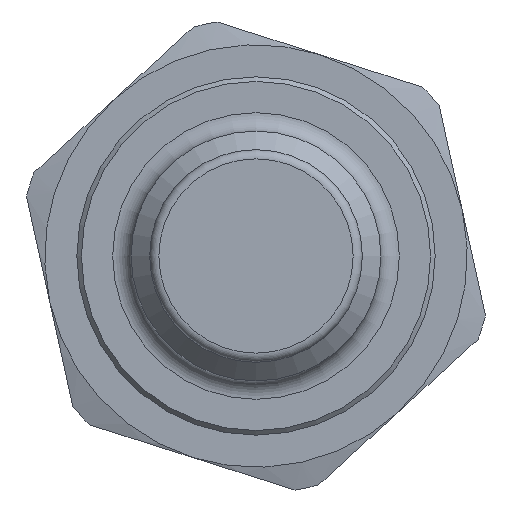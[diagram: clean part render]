
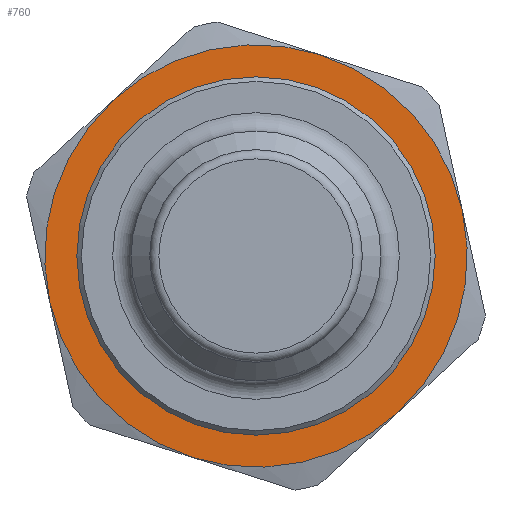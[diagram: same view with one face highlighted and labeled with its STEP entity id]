
A CAD part, left-side view. The second image highlights one B-rep face of the part: STEP entity #760.
In plain terms, the highlighted planar face has unit normal (-1, 0, 0).
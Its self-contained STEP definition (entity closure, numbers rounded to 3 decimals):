
#74=PLANE('',#860);
#165=FACE_BOUND('',#284,.T.);
#219=FACE_OUTER_BOUND('',#283,.T.);
#283=EDGE_LOOP('',(#663,#664,#665,#666,#667,#668));
#284=EDGE_LOOP('',(#669));
#329=CIRCLE('',#808,23.);
#331=CIRCLE('',#811,23.);
#333=CIRCLE('',#814,23.);
#335=CIRCLE('',#817,23.);
#338=CIRCLE('',#821,23.);
#339=CIRCLE('',#823,23.);
#355=CIRCLE('',#853,19.4);
#385=VERTEX_POINT('',#1154);
#391=VERTEX_POINT('',#1175);
#397=VERTEX_POINT('',#1196);
#403=VERTEX_POINT('',#1217);
#409=VERTEX_POINT('',#1238);
#412=VERTEX_POINT('',#1252);
#422=VERTEX_POINT('',#1321);
#477=EDGE_CURVE('',#412,#409,#329,.T.);
#480=EDGE_CURVE('',#409,#403,#331,.T.);
#482=EDGE_CURVE('',#403,#397,#333,.T.);
#484=EDGE_CURVE('',#397,#391,#335,.T.);
#488=EDGE_CURVE('',#385,#412,#338,.T.);
#489=EDGE_CURVE('',#391,#385,#339,.T.);
#509=EDGE_CURVE('',#422,#422,#355,.T.);
#663=ORIENTED_EDGE('',*,*,#477,.T.);
#664=ORIENTED_EDGE('',*,*,#480,.T.);
#665=ORIENTED_EDGE('',*,*,#482,.T.);
#666=ORIENTED_EDGE('',*,*,#484,.T.);
#667=ORIENTED_EDGE('',*,*,#489,.T.);
#668=ORIENTED_EDGE('',*,*,#488,.T.);
#669=ORIENTED_EDGE('',*,*,#509,.F.);
#760=ADVANCED_FACE('',(#219,#165),#74,.T.);
#808=AXIS2_PLACEMENT_3D('',#1253,#944,#945);
#811=AXIS2_PLACEMENT_3D('',#1260,#950,#951);
#814=AXIS2_PLACEMENT_3D('',#1263,#956,#957);
#817=AXIS2_PLACEMENT_3D('',#1266,#962,#963);
#821=AXIS2_PLACEMENT_3D('',#1274,#970,#971);
#823=AXIS2_PLACEMENT_3D('',#1276,#974,#975);
#853=AXIS2_PLACEMENT_3D('',#1322,#1036,#1037);
#860=AXIS2_PLACEMENT_3D('',#1329,#1050,#1051);
#944=DIRECTION('center_axis',(-1.,0.,0.));
#945=DIRECTION('ref_axis',(0.,0.302,-0.953));
#950=DIRECTION('center_axis',(-1.,0.,0.));
#951=DIRECTION('ref_axis',(0.,0.302,-0.953));
#956=DIRECTION('center_axis',(-1.,0.,0.));
#957=DIRECTION('ref_axis',(0.,0.302,-0.953));
#962=DIRECTION('center_axis',(-1.,0.,0.));
#963=DIRECTION('ref_axis',(0.,0.302,-0.953));
#970=DIRECTION('center_axis',(-1.,0.,0.));
#971=DIRECTION('ref_axis',(0.,0.302,-0.953));
#974=DIRECTION('center_axis',(-1.,0.,0.));
#975=DIRECTION('ref_axis',(0.,0.302,-0.953));
#1036=DIRECTION('center_axis',(-1.,0.,0.));
#1037=DIRECTION('ref_axis',(0.,0.302,-0.953));
#1050=DIRECTION('center_axis',(-1.,0.,0.));
#1051=DIRECTION('ref_axis',(0.,0.953,0.302));
#1154=CARTESIAN_POINT('',(47.,22.462,-4.945));
#1175=CARTESIAN_POINT('',(47.,15.514,16.98));
#1196=CARTESIAN_POINT('',(47.,-6.949,21.925));
#1217=CARTESIAN_POINT('',(47.,-22.462,4.945));
#1238=CARTESIAN_POINT('',(47.,-15.514,-16.98));
#1252=CARTESIAN_POINT('',(47.,6.949,-21.925));
#1253=CARTESIAN_POINT('Origin',(47.,0.,0.));
#1260=CARTESIAN_POINT('Origin',(47.,0.,0.));
#1263=CARTESIAN_POINT('Origin',(47.,0.,0.));
#1266=CARTESIAN_POINT('Origin',(47.,0.,0.));
#1274=CARTESIAN_POINT('Origin',(47.,0.,0.));
#1276=CARTESIAN_POINT('Origin',(47.,0.,0.));
#1321=CARTESIAN_POINT('',(47.,5.861,-18.493));
#1322=CARTESIAN_POINT('Origin',(47.,0.,0.));
#1329=CARTESIAN_POINT('Origin',(47.,6.405,-20.209));
